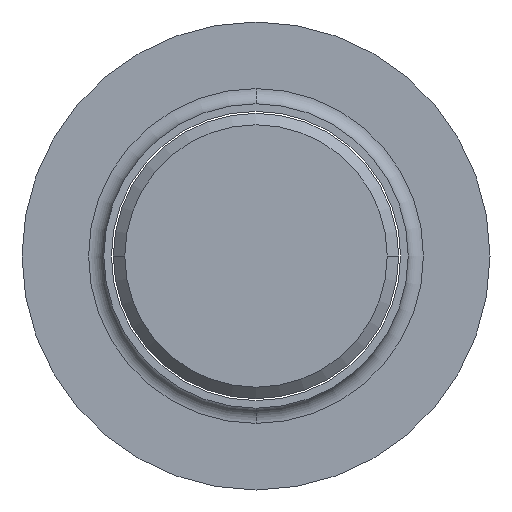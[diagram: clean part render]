
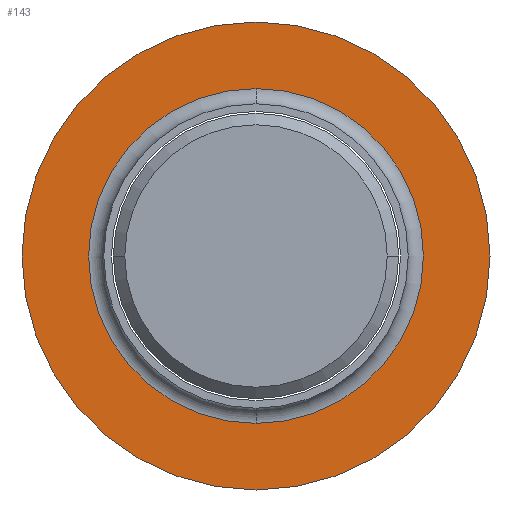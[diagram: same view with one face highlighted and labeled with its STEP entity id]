
A CAD part, front view. The second image highlights one B-rep face of the part: STEP entity #143.
In plain terms, the highlighted planar face has unit normal (0, -1, 0).
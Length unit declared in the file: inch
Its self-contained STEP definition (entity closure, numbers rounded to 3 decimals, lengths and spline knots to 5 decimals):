
#83 = VERTEX_POINT ( 'NONE', #380 ) ;
#143 = ADVANCED_FACE ( 'NONE', ( #467, #498 ), #474, .T. ) ;
#144 = EDGE_LOOP ( 'NONE', ( #254, #255 ) ) ;
#162 = VERTEX_POINT ( 'NONE', #485 ) ;
#164 = VERTEX_POINT ( 'NONE', #484 ) ;
#197 = VERTEX_POINT ( 'NONE', #382 ) ;
#202 = EDGE_CURVE ( 'NONE', #197, #164, #364, .T. ) ;
#203 = EDGE_CURVE ( 'NONE', #164, #197, #459, .T. ) ;
#213 = EDGE_CURVE ( 'NONE', #83, #162, #513, .T. ) ;
#214 = ORIENTED_EDGE ( 'NONE', *, *, #225, .F. ) ;
#221 = ORIENTED_EDGE ( 'NONE', *, *, #213, .F. ) ;
#225 = EDGE_CURVE ( 'NONE', #162, #83, #333, .T. ) ;
#254 = ORIENTED_EDGE ( 'NONE', *, *, #203, .T. ) ;
#255 = ORIENTED_EDGE ( 'NONE', *, *, #202, .T. ) ;
#256 = EDGE_LOOP ( 'NONE', ( #214, #221 ) ) ;
#329 = DIRECTION ( 'NONE',  ( 0., 0., -1. ) ) ;
#330 = DIRECTION ( 'NONE',  ( 0., -1., 0. ) ) ;
#331 = CARTESIAN_POINT ( 'NONE',  ( 0., 0.302, 0. ) ) ;
#332 = AXIS2_PLACEMENT_3D ( 'NONE', #331, #330, #329 ) ;
#333 = CIRCLE ( 'NONE', #332, 0.22 ) ;
#361 = DIRECTION ( 'NONE',  ( 0., -1., 0. ) ) ;
#362 = CARTESIAN_POINT ( 'NONE',  ( 0., 0.302, 0. ) ) ;
#363 = AXIS2_PLACEMENT_3D ( 'NONE', #362, #361, #460 ) ;
#364 = CIRCLE ( 'NONE', #363, 0.3075 ) ;
#365 = CARTESIAN_POINT ( 'NONE',  ( 0., 0.302, 0. ) ) ;
#374 = DIRECTION ( 'NONE',  ( 0., 0., -1. ) ) ;
#375 = DIRECTION ( 'NONE',  ( 0., -1., 0. ) ) ;
#376 = CARTESIAN_POINT ( 'NONE',  ( 0.22, 0.302, 0. ) ) ;
#380 = CARTESIAN_POINT ( 'NONE',  ( 0., 0.302, 0.22 ) ) ;
#382 = CARTESIAN_POINT ( 'NONE',  ( 0., 0.302, 0.3075 ) ) ;
#430 = DIRECTION ( 'NONE',  ( 0., 0., -1. ) ) ;
#431 = DIRECTION ( 'NONE',  ( 0., -1., 0. ) ) ;
#458 = AXIS2_PLACEMENT_3D ( 'NONE', #365, #431, #430 ) ;
#459 = CIRCLE ( 'NONE', #458, 0.3075 ) ;
#460 = DIRECTION ( 'NONE',  ( 0., 0., -1. ) ) ;
#467 = FACE_OUTER_BOUND ( 'NONE', #144, .T. ) ;
#474 = PLANE ( 'NONE',  #475 ) ;
#475 = AXIS2_PLACEMENT_3D ( 'NONE', #376, #375, #374 ) ;
#484 = CARTESIAN_POINT ( 'NONE',  ( 0., 0.302, -0.3075 ) ) ;
#485 = CARTESIAN_POINT ( 'NONE',  ( 0., 0.302, -0.22 ) ) ;
#498 = FACE_BOUND ( 'NONE', #256, .T. ) ;
#509 = DIRECTION ( 'NONE',  ( 0., 0., -1. ) ) ;
#510 = DIRECTION ( 'NONE',  ( 0., -1., 0. ) ) ;
#511 = CARTESIAN_POINT ( 'NONE',  ( 0., 0.302, 0. ) ) ;
#512 = AXIS2_PLACEMENT_3D ( 'NONE', #511, #510, #509 ) ;
#513 = CIRCLE ( 'NONE', #512, 0.22 ) ;
